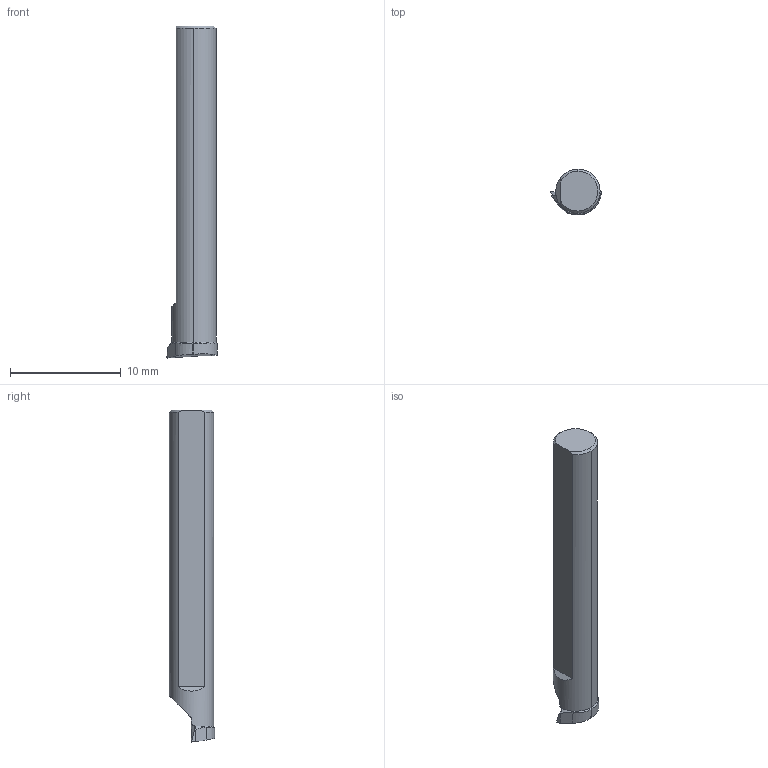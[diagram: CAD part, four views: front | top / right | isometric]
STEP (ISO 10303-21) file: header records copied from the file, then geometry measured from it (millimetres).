
FILE_DESCRIPTION(('no description'),'unknown implementation level');
FILE_NAME('98C75C66-7E22-44FA-B351-0AF310C2E8A1_export.stp',' ',('CIMSOURCE GmbH'),('CADClick - KiM GmbH - www.kimweb.de'),'unknown preprocess','ACIS','unknown authorization');
FILE_SCHEMA(('automotive_design'));
Length unit declared in the file: millimetre
Products named in the file (1): Verrundung3
Bounding box: 4.55 x 4.1 x 30 mm (x, y, z)
Volume: 340.1 mm3; surface area: 385.4 mm2
Topology: 1 solids, 1 shells, 22 faces, 56 edges, 36 vertices
Faces by surface type: plane 10, cylinder 6, cone 5, torus 1
Entity records: 1385 total; most frequent: CARTESIAN_POINT 217, STYLED_ITEM 115, PRESENTATION_STYLE_ASSIGNMENT 115, COLOUR_RGB 115, ORIENTED_EDGE 112, DIRECTION 97, EDGE_CURVE 56, CURVE_STYLE 56
